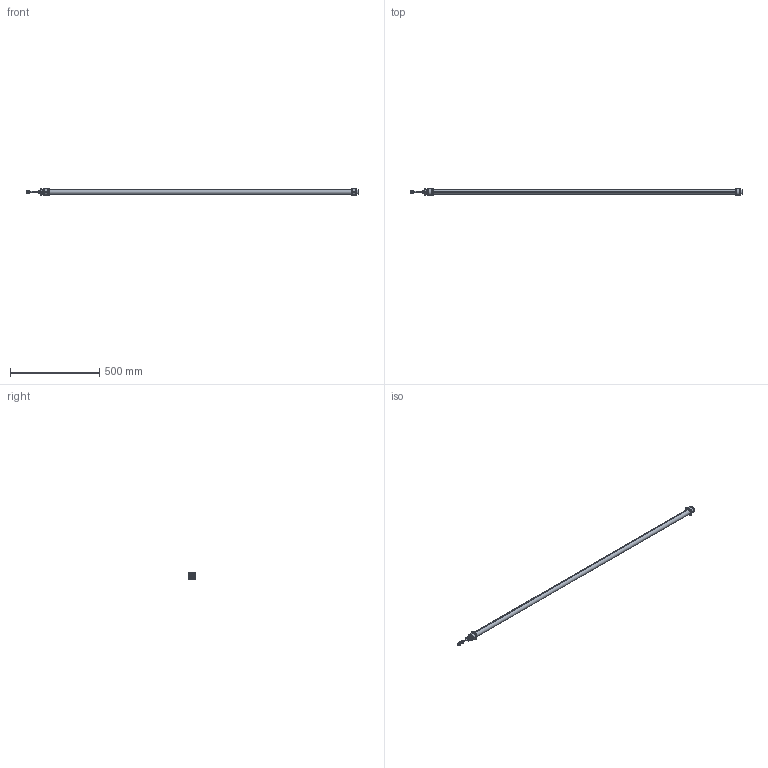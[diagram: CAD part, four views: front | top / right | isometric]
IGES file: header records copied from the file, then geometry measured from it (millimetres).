
Start section:  PTC IGES file: 225395_sm01.igs
Global section: file name: 225395_sm01.igs; native system: Creo Parametric by PTC Inc.; preprocessor: 2022414; author: banengservice; organization: Unknown; date: 20240522.104522; units: millimetre
Bounding box: 1860.69 x 39.54 x 39.63 mm (x, y, z)
Volume: 1100952.7 mm3; surface area: 686831.9 mm2
Topology: 1 solids, 1 shells, 4264 faces, 19300 edges, 23156 vertices
Faces by surface type: bspline 3110, revolution 1154
